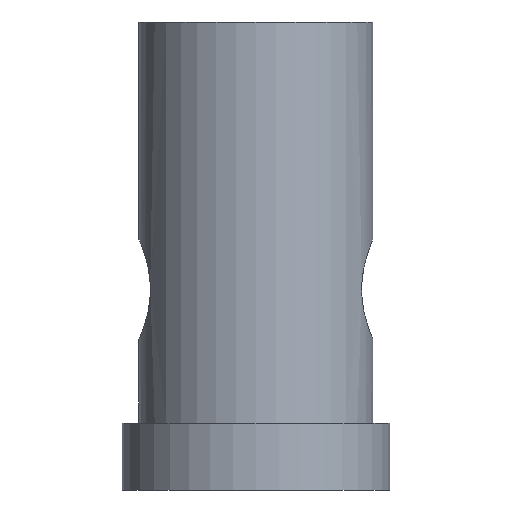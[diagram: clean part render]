
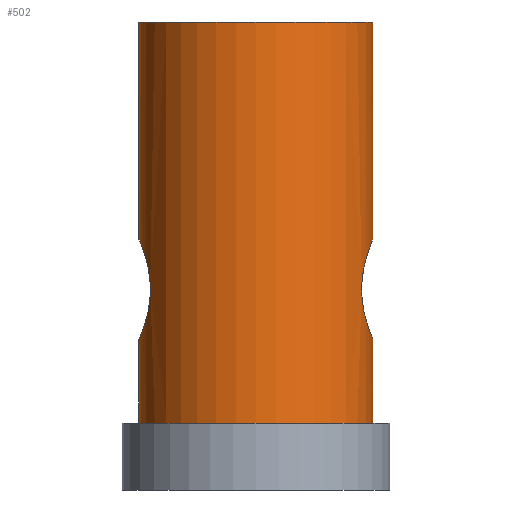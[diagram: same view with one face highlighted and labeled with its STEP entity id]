
A CAD part, front view. The second image highlights one B-rep face of the part: STEP entity #502.
In plain terms, the highlighted cylindrical face has radius 1.75 mm (diameter 3.5 mm), a partial arc.
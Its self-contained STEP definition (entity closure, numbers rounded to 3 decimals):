
#209=CARTESIAN_POINT('POINT11',(-1.75,0.,
   1.));
#210=VERTEX_POINT('VERTEX11',#209);
#211=CARTESIAN_POINT('POINT12',(1.75,0.,
   1.));
#212=VERTEX_POINT('VERTEX12',#211);
#220=CARTESIAN_POINT('POS20',(0.,0.,1.))
   ;
#221=DIRECTION('DIR35',(0.,0.,1.));
#222=DIRECTION('DIR36',(-1.,0.,0.));
#223=AXIS2_PLACEMENT_3D('AXIS16',#220,#221,#222);
#224=CIRCLE('ELLIPSE10',#223,1.75);
#225=EDGE_CURVE('EDGE16',#210,#212,#224,.T.);
#237=CARTESIAN_POINT('POINT14',(1.75,0.,
   2.25));
#238=VERTEX_POINT('VERTEX14',#237);
#262=CARTESIAN_POINT('POINT16',(-1.75,0.,
   2.25));
#263=VERTEX_POINT('VERTEX16',#262);
#279=CARTESIAN_POINT('POINT17',(-1.581,
   -0.75,3.));
#280=VERTEX_POINT('VERTEX17',#279);
#281=(BOUNDED_CURVE() B_SPLINE_CURVE(3,(#282,#283,#284,#285,#286,#287,
   #288,#289,#290,#291,#292,#293),.UNSPECIFIED.,.F.,.F.) 
   B_SPLINE_CURVE_WITH_KNOTS((4,1,1,1,1,1,1,1,1,4),(0.,
   0.11,0.221,0.332,
   0.444,0.556,0.667,
   0.778,0.889,1.),.UNSPECIFIED.) 
   CURVE() GEOMETRIC_REPRESENTATION_ITEM() RATIONAL_B_SPLINE_CURVE((
   1.,1.,1.,1.,1.,1.,1.,
   1.,1.,1.,1.,1.)) REPRESENTATION_ITEM(
   'SPLINE_CRV5'));
#282=CARTESIAN_POINT('',(-1.581,-0.75,
   3.));
#283=CARTESIAN_POINT('',(-1.581,-0.75,
   2.96));
#284=CARTESIAN_POINT('',(-1.584,-0.744,
   2.879));
#285=CARTESIAN_POINT('',(-1.599,-0.712,
   2.753));
#286=CARTESIAN_POINT('',(-1.622,-0.657,
   2.631));
#287=CARTESIAN_POINT('',(-1.652,-0.58,
   2.519));
#288=CARTESIAN_POINT('',(-1.683,-0.484,
   2.422));
#289=CARTESIAN_POINT('',(-1.711,-0.374,
   2.345));
#290=CARTESIAN_POINT('',(-1.733,-0.253,
   2.29));
#291=CARTESIAN_POINT('',(-1.747,-0.126,
   2.257));
#292=CARTESIAN_POINT('',(-1.75,-0.042,
   2.25));
#293=CARTESIAN_POINT('',(-1.75,0.,2.25));
#294=EDGE_CURVE('EDGE20',#280,#263,#281,.T.);
#296=CARTESIAN_POINT('POINT18',(1.581,-0.75,3.
   ));
#297=VERTEX_POINT('VERTEX18',#296);
#304=(BOUNDED_CURVE() B_SPLINE_CURVE(3,(#305,#306,#307,#308,#309,#310,
   #311,#312,#313,#314,#315,#316),.UNSPECIFIED.,.F.,.F.) 
   B_SPLINE_CURVE_WITH_KNOTS((4,1,1,1,1,1,1,1,1,4),(0.,
   0.111,0.222,0.333,
   0.444,0.556,0.668,
   0.779,0.89,1.),.UNSPECIFIED.) 
   CURVE() GEOMETRIC_REPRESENTATION_ITEM() RATIONAL_B_SPLINE_CURVE((
   1.,1.,1.,1.,1.,1.,1.,
   1.,1.,1.,1.,1.)) REPRESENTATION_ITEM(
   'SPLINE_CRV6'));
#305=CARTESIAN_POINT('',(1.75,0.,2.25));
#306=CARTESIAN_POINT('',(1.75,-0.042,
   2.25));
#307=CARTESIAN_POINT('',(1.747,-0.126,
   2.257));
#308=CARTESIAN_POINT('',(1.733,-0.253,
   2.29));
#309=CARTESIAN_POINT('',(1.711,-0.374,
   2.345));
#310=CARTESIAN_POINT('',(1.683,-0.484,
   2.422));
#311=CARTESIAN_POINT('',(1.652,-0.58,
   2.519));
#312=CARTESIAN_POINT('',(1.622,-0.657,
   2.631));
#313=CARTESIAN_POINT('',(1.599,-0.712,
   2.753));
#314=CARTESIAN_POINT('',(1.584,-0.744,
   2.879));
#315=CARTESIAN_POINT('',(1.581,-0.75,
   2.96));
#316=CARTESIAN_POINT('',(1.581,-0.75,3.));
#317=EDGE_CURVE('EDGE22',#238,#297,#304,.T.);
#328=CARTESIAN_POINT('POINT19',(-1.75,0.,
   3.75));
#329=VERTEX_POINT('VERTEX19',#328);
#330=(BOUNDED_CURVE() B_SPLINE_CURVE(3,(#331,#332,#333,#334,#335,#336,
   #337,#338,#339,#340,#341,#342),.UNSPECIFIED.,.F.,.F.) 
   B_SPLINE_CURVE_WITH_KNOTS((4,1,1,1,1,1,1,1,1,4),(0.,
   0.111,0.222,0.333,
   0.444,0.556,0.668,
   0.779,0.89,1.),.UNSPECIFIED.) 
   CURVE() GEOMETRIC_REPRESENTATION_ITEM() RATIONAL_B_SPLINE_CURVE((
   1.,1.,1.,1.,1.,1.,1.,
   1.,1.,1.,1.,1.)) REPRESENTATION_ITEM(
   'SPLINE_CRV7'));
#331=CARTESIAN_POINT('',(-1.75,0.,3.75));
#332=CARTESIAN_POINT('',(-1.75,-0.042,
   3.75));
#333=CARTESIAN_POINT('',(-1.747,-0.126,
   3.743));
#334=CARTESIAN_POINT('',(-1.733,-0.253,
   3.71));
#335=CARTESIAN_POINT('',(-1.711,-0.374,
   3.655));
#336=CARTESIAN_POINT('',(-1.683,-0.484,
   3.578));
#337=CARTESIAN_POINT('',(-1.652,-0.58,
   3.481));
#338=CARTESIAN_POINT('',(-1.622,-0.657,
   3.369));
#339=CARTESIAN_POINT('',(-1.599,-0.712,
   3.247));
#340=CARTESIAN_POINT('',(-1.584,-0.744,
   3.121));
#341=CARTESIAN_POINT('',(-1.581,-0.75,
   3.04));
#342=CARTESIAN_POINT('',(-1.581,-0.75,
   3.));
#343=EDGE_CURVE('EDGE23',#329,#280,#330,.T.);
#361=CARTESIAN_POINT('POINT20',(1.75,0.,
   3.75));
#362=VERTEX_POINT('VERTEX20',#361);
#378=(BOUNDED_CURVE() B_SPLINE_CURVE(3,(#379,#380,#381,#382,#383,#384,
   #385,#386,#387,#388,#389,#390),.UNSPECIFIED.,.F.,.F.) 
   B_SPLINE_CURVE_WITH_KNOTS((4,1,1,1,1,1,1,1,1,4),(0.,
   0.11,0.221,0.332,
   0.444,0.556,0.667,
   0.778,0.889,1.),.UNSPECIFIED.) 
   CURVE() GEOMETRIC_REPRESENTATION_ITEM() RATIONAL_B_SPLINE_CURVE((
   1.,1.,1.,1.,1.,1.,1.,
   1.,1.,1.,1.,1.)) REPRESENTATION_ITEM(
   'SPLINE_CRV10'));
#379=CARTESIAN_POINT('',(1.581,-0.75,3.));
#380=CARTESIAN_POINT('',(1.581,-0.75,
   3.04));
#381=CARTESIAN_POINT('',(1.584,-0.744,
   3.121));
#382=CARTESIAN_POINT('',(1.599,-0.712,
   3.247));
#383=CARTESIAN_POINT('',(1.622,-0.657,
   3.369));
#384=CARTESIAN_POINT('',(1.652,-0.58,
   3.481));
#385=CARTESIAN_POINT('',(1.683,-0.484,
   3.578));
#386=CARTESIAN_POINT('',(1.711,-0.374,
   3.655));
#387=CARTESIAN_POINT('',(1.733,-0.253,
   3.71));
#388=CARTESIAN_POINT('',(1.747,-0.126,
   3.743));
#389=CARTESIAN_POINT('',(1.75,-0.042,
   3.75));
#390=CARTESIAN_POINT('',(1.75,0.,3.75));
#391=EDGE_CURVE('EDGE26',#297,#362,#378,.T.);
#455=CARTESIAN_POINT('POINT23',(1.75,0.,7.));
#456=VERTEX_POINT('VERTEX23',#455);
#457=CARTESIAN_POINT('POS32',(1.75,0.,3.75
   ));
#458=DIRECTION('DIR55',(0.,0.,1.));
#459=VECTOR('VEC9',#458,1.);
#460=LINE('STRAIGHT9',#457,#459);
#461=EDGE_CURVE('EDGE31',#362,#456,#460,.T.);
#462=ORIENTED_EDGE('COEDGE49',*,*,#461,.T.);
#463=CARTESIAN_POINT('POINT24',(-1.75,0.,7.));
#464=VERTEX_POINT('VERTEX24',#463);
#465=CARTESIAN_POINT('POS33',(0.,0.,7.));
#466=DIRECTION('DIR56',(0.,0.,1.));
#467=DIRECTION('DIR57',(-1.,0.,0.));
#468=AXIS2_PLACEMENT_3D('AXIS24',#465,#466,#467);
#469=CIRCLE('ELLIPSE13',#468,1.75);
#470=EDGE_CURVE('EDGE32',#464,#456,#469,.T.);
#471=ORIENTED_EDGE('COEDGE50',*,*,#470,.F.);
#472=CARTESIAN_POINT('POS34',(-1.75,0.,3.75
   ));
#473=DIRECTION('DIR58',(0.,0.,1.));
#474=VECTOR('VEC10',#473,1.);
#475=LINE('STRAIGHT10',#472,#474);
#476=EDGE_CURVE('EDGE33',#329,#464,#475,.T.);
#477=ORIENTED_EDGE('COEDGE51',*,*,#476,.F.);
#478=ORIENTED_EDGE('COEDGE52',*,*,#343,.T.);
#479=ORIENTED_EDGE('COEDGE53',*,*,#294,.T.);
#480=CARTESIAN_POINT('POS35',(-1.75,0.,1.)
   );
#481=DIRECTION('DIR59',(0.,0.,1.));
#482=VECTOR('VEC11',#481,1.);
#483=LINE('STRAIGHT11',#480,#482);
#484=EDGE_CURVE('EDGE34',#210,#263,#483,.T.);
#485=ORIENTED_EDGE('COEDGE54',*,*,#484,.F.);
#486=ORIENTED_EDGE('COEDGE55',*,*,#225,.T.);
#487=CARTESIAN_POINT('POS36',(1.75,0.,1.)
   );
#488=DIRECTION('DIR60',(0.,0.,1.));
#489=VECTOR('VEC12',#488,1.);
#490=LINE('STRAIGHT12',#487,#489);
#491=EDGE_CURVE('EDGE35',#212,#238,#490,.T.);
#492=ORIENTED_EDGE('COEDGE56',*,*,#491,.T.);
#493=ORIENTED_EDGE('COEDGE57',*,*,#317,.T.);
#494=ORIENTED_EDGE('COEDGE58',*,*,#391,.T.);
#495=EDGE_LOOP('NONE',(#462,#471,#477,#478,#479,#485,#486,#492,#493,#494
   ));
#496=FACE_BOUND('LOOP1',#495,.T.);
#497=CARTESIAN_POINT('POS37',(0.,0.,7.35));
#498=DIRECTION('DIR61',(0.,0.,-1.));
#499=DIRECTION('DIR62',(1.,0.,0.));
#500=AXIS2_PLACEMENT_3D('AXIS25',#497,#498,#499);
#501=CYLINDRICAL_SURFACE('CONE_SURF9',#500,1.75);
#502=ADVANCED_FACE('FACE12',(#496),#501,.T.);
